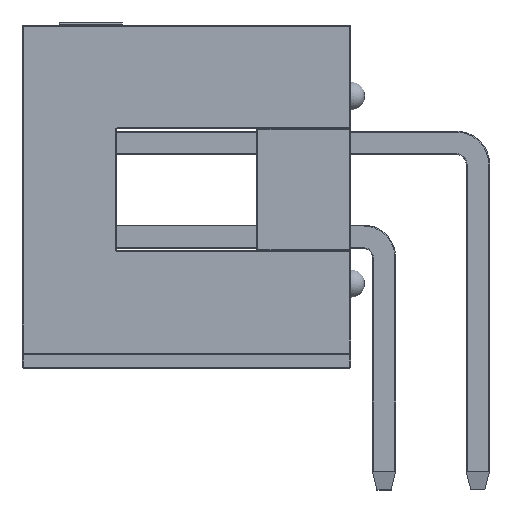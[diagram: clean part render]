
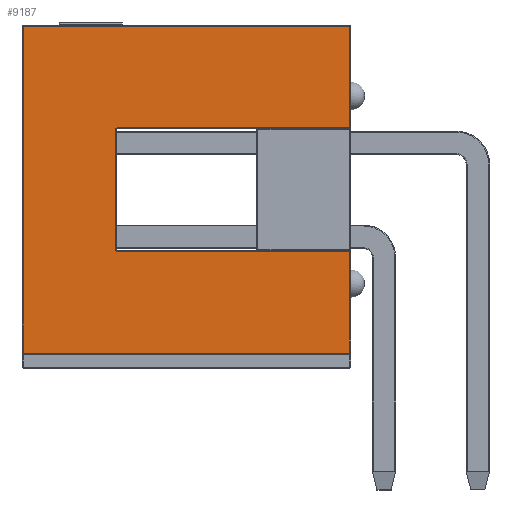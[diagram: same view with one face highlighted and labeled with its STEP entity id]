
A CAD part, front view. The second image highlights one B-rep face of the part: STEP entity #9187.
In plain terms, the highlighted face is planar.
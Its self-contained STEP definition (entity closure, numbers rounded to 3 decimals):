
#527=PLANE('',#10115);
#1024=FACE_OUTER_BOUND('',#1589,.T.);
#1589=EDGE_LOOP('',(#7452,#7453,#7454,#7455,#7456,#7457,#7458,#7459,#7460,
#7461));
#2084=CIRCLE('',#9934,0.051);
#2118=CIRCLE('',#9983,0.051);
#2333=LINE('',#14226,#3198);
#2336=LINE('',#14265,#3201);
#2341=LINE('',#14293,#3206);
#2346=LINE('',#14315,#3211);
#2352=LINE('',#14345,#3217);
#2355=LINE('',#14349,#3220);
#2359=LINE('',#14355,#3224);
#2400=LINE('',#14417,#3265);
#3198=VECTOR('',#11423,10.);
#3201=VECTOR('',#11468,10.);
#3206=VECTOR('',#11501,10.);
#3211=VECTOR('',#11528,10.);
#3217=VECTOR('',#11564,10.);
#3220=VECTOR('',#11569,10.);
#3224=VECTOR('',#11577,10.);
#3265=VECTOR('',#11660,10.);
#4211=VERTEX_POINT('',#13988);
#4243=VERTEX_POINT('',#14162);
#4244=VERTEX_POINT('',#14164);
#4265=VERTEX_POINT('',#14221);
#4277=VERTEX_POINT('',#14256);
#4278=VERTEX_POINT('',#14257);
#4289=VERTEX_POINT('',#14288);
#4293=VERTEX_POINT('',#14308);
#4299=VERTEX_POINT('',#14328);
#4303=VERTEX_POINT('',#14336);
#5205=EDGE_CURVE('',#4243,#4244,#2084,.T.);
#5235=EDGE_CURVE('',#4211,#4265,#2333,.T.);
#5249=EDGE_CURVE('',#4277,#4278,#2118,.T.);
#5253=EDGE_CURVE('',#4278,#4243,#2336,.T.);
#5267=EDGE_CURVE('',#4265,#4289,#2341,.T.);
#5278=EDGE_CURVE('',#4293,#4277,#2346,.T.);
#5293=EDGE_CURVE('',#4299,#4303,#2352,.T.);
#5296=EDGE_CURVE('',#4303,#4293,#2355,.T.);
#5300=EDGE_CURVE('',#4289,#4299,#2359,.T.);
#5341=EDGE_CURVE('',#4244,#4211,#2400,.T.);
#7452=ORIENTED_EDGE('',*,*,#5293,.F.);
#7453=ORIENTED_EDGE('',*,*,#5300,.F.);
#7454=ORIENTED_EDGE('',*,*,#5267,.F.);
#7455=ORIENTED_EDGE('',*,*,#5235,.F.);
#7456=ORIENTED_EDGE('',*,*,#5341,.F.);
#7457=ORIENTED_EDGE('',*,*,#5205,.F.);
#7458=ORIENTED_EDGE('',*,*,#5253,.F.);
#7459=ORIENTED_EDGE('',*,*,#5249,.F.);
#7460=ORIENTED_EDGE('',*,*,#5278,.F.);
#7461=ORIENTED_EDGE('',*,*,#5296,.F.);
#9187=ADVANCED_FACE('',(#1024),#527,.T.);
#9934=AXIS2_PLACEMENT_3D('',#14165,#11350,#11351);
#9983=AXIS2_PLACEMENT_3D('',#14258,#11458,#11459);
#10115=AXIS2_PLACEMENT_3D('',#14768,#11968,#11969);
#11350=DIRECTION('center_axis',(1.,0.,0.));
#11351=DIRECTION('ref_axis',(0.,-0.707,0.707));
#11423=DIRECTION('',(0.,-1.,0.));
#11458=DIRECTION('center_axis',(1.,0.,0.));
#11459=DIRECTION('ref_axis',(0.,0.707,0.707));
#11468=DIRECTION('',(0.,-1.,0.));
#11501=DIRECTION('',(0.,0.,1.));
#11528=DIRECTION('',(0.,0.,1.));
#11564=DIRECTION('',(0.,0.,-1.));
#11569=DIRECTION('',(0.,-1.,0.));
#11577=DIRECTION('',(0.,1.,0.));
#11660=DIRECTION('',(0.,0.,-1.));
#11968=DIRECTION('center_axis',(1.,0.,0.));
#11969=DIRECTION('ref_axis',(0.,1.,0.));
#13988=CARTESIAN_POINT('',(18.415,-1.676,0.025));
#14162=CARTESIAN_POINT('',(18.415,-1.626,6.375));
#14164=CARTESIAN_POINT('',(18.415,-1.676,6.325));
#14165=CARTESIAN_POINT('Origin',(18.415,-1.626,6.325));
#14221=CARTESIAN_POINT('',(18.415,-4.42,0.025));
#14226=CARTESIAN_POINT('',(18.415,-2.223,0.025));
#14256=CARTESIAN_POINT('',(18.415,1.676,6.325));
#14257=CARTESIAN_POINT('',(18.415,1.626,6.375));
#14258=CARTESIAN_POINT('Origin',(18.415,1.626,6.325));
#14265=CARTESIAN_POINT('',(18.415,-3.048,6.375));
#14288=CARTESIAN_POINT('',(18.415,-4.42,8.865));
#14293=CARTESIAN_POINT('',(18.415,-4.42,0.));
#14308=CARTESIAN_POINT('',(18.415,1.676,0.025));
#14315=CARTESIAN_POINT('',(18.415,1.676,3.175));
#14328=CARTESIAN_POINT('',(18.415,4.42,8.865));
#14336=CARTESIAN_POINT('',(18.415,4.42,0.025));
#14345=CARTESIAN_POINT('',(18.415,4.42,0.));
#14349=CARTESIAN_POINT('',(18.415,-2.223,0.025));
#14355=CARTESIAN_POINT('',(18.415,-2.223,8.865));
#14417=CARTESIAN_POINT('',(18.415,-1.676,0.));
#14768=CARTESIAN_POINT('Origin',(18.415,-4.445,0.));
